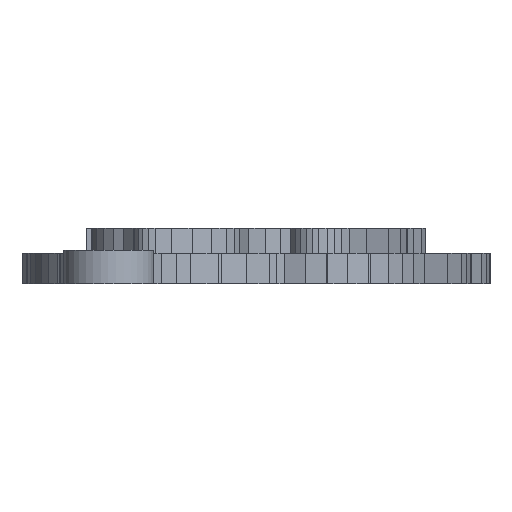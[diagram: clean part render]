
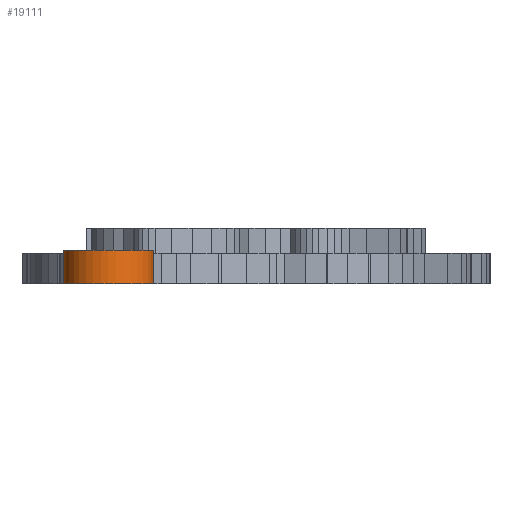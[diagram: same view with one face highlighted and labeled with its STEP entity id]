
A CAD part, left-side view. The second image highlights one B-rep face of the part: STEP entity #19111.
In plain terms, the highlighted cylindrical face has radius 4 mm (diameter 8 mm), a full revolution.
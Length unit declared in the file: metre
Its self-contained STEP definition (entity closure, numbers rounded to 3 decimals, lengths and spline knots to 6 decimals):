
#137=CIRCLE('',#21007,0.004);
#138=CIRCLE('',#21008,0.004);
#140=CYLINDRICAL_SURFACE('',#21006,0.004);
#455=ORIENTED_EDGE('',*,*,#5938,.F.);
#456=ORIENTED_EDGE('',*,*,#5939,.T.);
#5938=EDGE_CURVE('',#8703,#8703,#137,.T.);
#5939=EDGE_CURVE('',#8704,#8704,#138,.T.);
#8703=VERTEX_POINT('',#27014);
#8704=VERTEX_POINT('',#27016);
#16152=EDGE_LOOP('',(#455));
#16153=EDGE_LOOP('',(#456));
#17150=FACE_BOUND('',#16152,.T.);
#17151=FACE_BOUND('',#16153,.T.);
#19111=ADVANCED_FACE('',(#17150,#17151),#140,.T.);
#21006=AXIS2_PLACEMENT_3D('',#27012,#22188,#22189);
#21007=AXIS2_PLACEMENT_3D('',#27013,#22190,#22191);
#21008=AXIS2_PLACEMENT_3D('',#27015,#22192,#22193);
#22188=DIRECTION('',(0.,0.,-1.));
#22189=DIRECTION('',(-1.,0.,0.));
#22190=DIRECTION('',(0.,0.,1.));
#22191=DIRECTION('',(1.,0.,0.));
#22192=DIRECTION('',(0.,0.,1.));
#22193=DIRECTION('',(1.,0.,0.));
#27012=CARTESIAN_POINT('',(-0.05251,0.013092,0.003));
#27013=CARTESIAN_POINT('',(-0.05251,0.013092,0.003));
#27014=CARTESIAN_POINT('',(-0.04851,0.013092,0.003));
#27015=CARTESIAN_POINT('',(-0.05251,0.013092,0.));
#27016=CARTESIAN_POINT('',(-0.04851,0.013092,0.));
